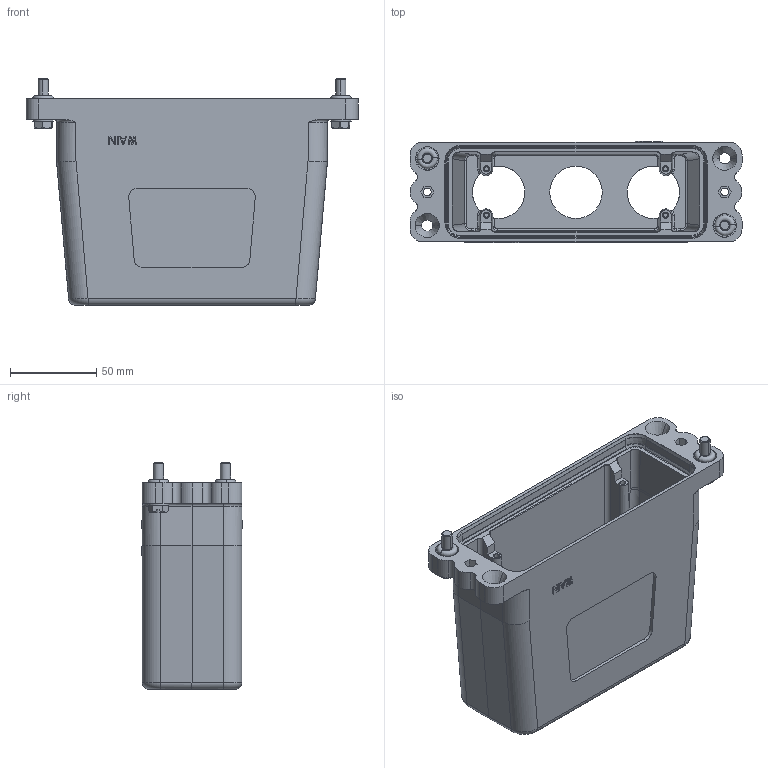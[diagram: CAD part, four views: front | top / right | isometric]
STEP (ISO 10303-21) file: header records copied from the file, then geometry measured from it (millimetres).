
FILE_DESCRIPTION(/* description */ (''),/* implementation_level */ '2;1');
FILE_NAME(/* name */ '3D_1136244305037_HP24B_H-TEHH-4S-3M32_V1.1.stp',/* time_stamp */ '2024-01-03T13:22:44+08:00',/* author */ (''),/* organization */ (''),/* preprocessor_version */ 'ST-DEVELOPER v18.1',/* originating_system */ 'SIEMENS PLM Software NX 1980',/* authorisation */ '');
FILE_SCHEMA (('AUTOMOTIVE_DESIGN { 1 0 10303 214 3 1 1 1 }'));
Length unit declared in the file: millimetre
Products named in the file (1): 3D_1136244305037_HP24B_H-TEHH-4S-3M32_V1.0_stp
Bounding box: 193 x 59 x 131.7 mm (x, y, z)
Volume: 345982.1 mm3; surface area: 119463.6 mm2
Topology: 1 solids, 1 shells, 496 faces, 1261 edges, 803 vertices
Faces by surface type: plane 230, cylinder 145, cone 68, torus 53
Entity records: 16356 total; most frequent: CARTESIAN_POINT 4662, ORIENTED_EDGE 2522, DIRECTION 2264, EDGE_CURVE 1261, VERTEX_POINT 803, AXIS2_PLACEMENT_3D 779, LINE 706, VECTOR 706
